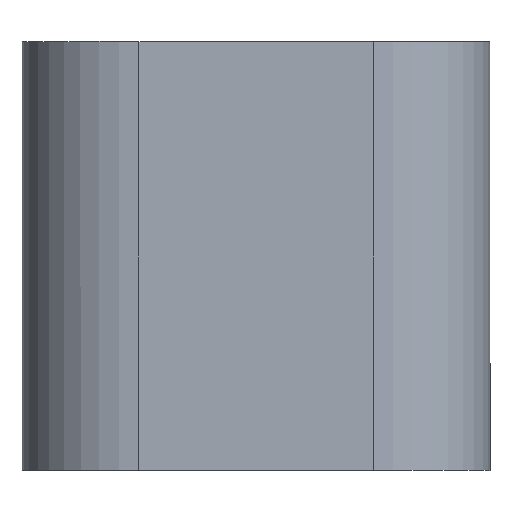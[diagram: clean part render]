
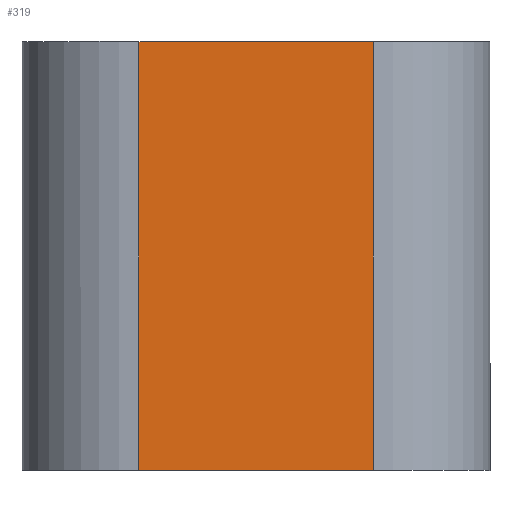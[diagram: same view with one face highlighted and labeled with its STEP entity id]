
A CAD part, front view. The second image highlights one B-rep face of the part: STEP entity #319.
In plain terms, the highlighted planar face has unit normal (0, -1, 0).
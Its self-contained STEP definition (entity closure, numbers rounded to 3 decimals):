
#11 = VERTEX_POINT ( 'NONE', #460 ) ;
#13 = VECTOR ( 'NONE', #23, 1000. ) ;
#20 = EDGE_LOOP ( 'NONE', ( #143, #477, #274, #59 ) ) ;
#23 = DIRECTION ( 'NONE',  ( 0., 0., 1. ) ) ;
#44 = CARTESIAN_POINT ( 'NONE',  ( 9., 0., 9. ) ) ;
#47 = CARTESIAN_POINT ( 'NONE',  ( 0., 0., 20. ) ) ;
#59 = ORIENTED_EDGE ( 'NONE', *, *, #315, .T. ) ;
#81 = EDGE_CURVE ( 'NONE', #286, #445, #482, .T. ) ;
#98 = VECTOR ( 'NONE', #108, 1000. ) ;
#108 = DIRECTION ( 'NONE',  ( 0., 0., -1. ) ) ;
#111 = FACE_OUTER_BOUND ( 'NONE', #20, .T. ) ;
#143 = ORIENTED_EDGE ( 'NONE', *, *, #81, .T. ) ;
#155 = CARTESIAN_POINT ( 'NONE',  ( 3., 0., 9. ) ) ;
#170 = DIRECTION ( 'NONE',  ( 1., 0., 0. ) ) ;
#179 = CARTESIAN_POINT ( 'NONE',  ( 3., 0., 9. ) ) ;
#191 = LINE ( 'NONE', #298, #13 ) ;
#243 = VERTEX_POINT ( 'NONE', #441 ) ;
#257 = DIRECTION ( 'NONE',  ( 0., 1., 0. ) ) ;
#262 = CARTESIAN_POINT ( 'NONE',  ( 0., 0., 9. ) ) ;
#264 = DIRECTION ( 'NONE',  ( 0., 0., 1. ) ) ;
#274 = ORIENTED_EDGE ( 'NONE', *, *, #338, .F. ) ;
#286 = VERTEX_POINT ( 'NONE', #155 ) ;
#298 = CARTESIAN_POINT ( 'NONE',  ( 9., 0., 20. ) ) ;
#308 = EDGE_CURVE ( 'NONE', #445, #243, #191, .T. ) ;
#315 = EDGE_CURVE ( 'NONE', #11, #286, #449, .T. ) ;
#319 = ADVANCED_FACE ( 'NONE', ( #111 ), #485, .F. ) ;
#331 = LINE ( 'NONE', #47, #461 ) ;
#338 = EDGE_CURVE ( 'NONE', #11, #243, #331, .T. ) ;
#368 = CARTESIAN_POINT ( 'NONE',  ( 0., 0., 35. ) ) ;
#383 = DIRECTION ( 'NONE',  ( 1., 0., 0. ) ) ;
#441 = CARTESIAN_POINT ( 'NONE',  ( 9., 0., 20. ) ) ;
#445 = VERTEX_POINT ( 'NONE', #44 ) ;
#449 = LINE ( 'NONE', #179, #98 ) ;
#460 = CARTESIAN_POINT ( 'NONE',  ( 3., 0., 20. ) ) ;
#461 = VECTOR ( 'NONE', #170, 1000. ) ;
#475 = AXIS2_PLACEMENT_3D ( 'NONE', #368, #257, #264 ) ;
#477 = ORIENTED_EDGE ( 'NONE', *, *, #308, .T. ) ;
#482 = LINE ( 'NONE', #262, #486 ) ;
#485 = PLANE ( 'NONE',  #475 ) ;
#486 = VECTOR ( 'NONE', #383, 1000. ) ;
